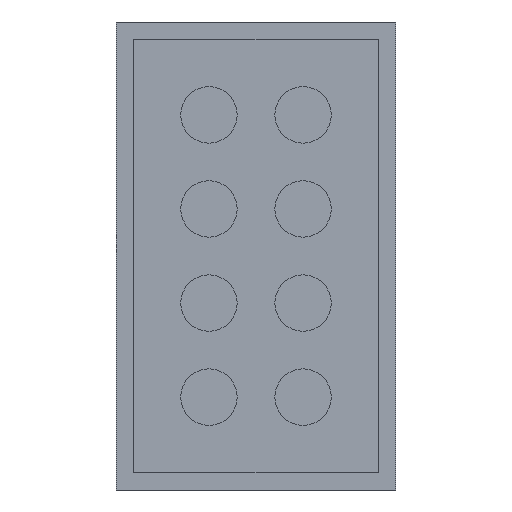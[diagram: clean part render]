
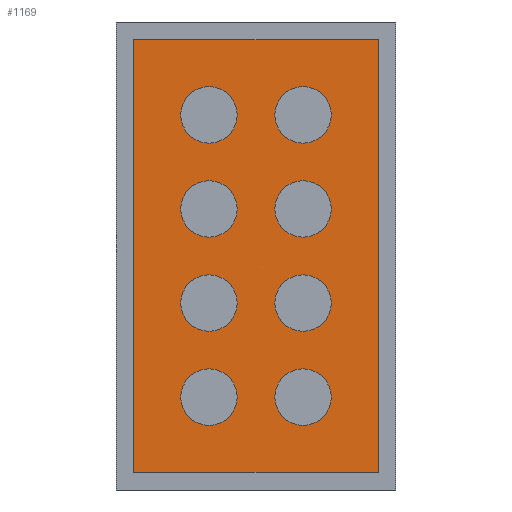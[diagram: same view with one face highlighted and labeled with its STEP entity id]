
A CAD part, front view. The second image highlights one B-rep face of the part: STEP entity #1169.
In plain terms, the highlighted planar face has unit normal (0, -1, 0).
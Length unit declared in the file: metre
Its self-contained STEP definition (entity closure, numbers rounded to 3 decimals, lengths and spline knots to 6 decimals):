
#52 = CARTESIAN_POINT('NONE', (0.26416, 0.04318, 0.46736));
#53 = VERTEX_POINT('NONE', #52);
#54 = CARTESIAN_POINT('NONE', (-0.26416, 0.04318, 0.46736));
#55 = VERTEX_POINT('NONE', #54);
#60 = CARTESIAN_POINT('NONE', (-0.26416, 0.04318, -0.46736));
#61 = VERTEX_POINT('NONE', #60);
#64 = CARTESIAN_POINT('NONE', (0.26416, 0.04318, -0.46736));
#65 = VERTEX_POINT('NONE', #64);
#288 = DIRECTION('NONE', (-1, 0, 0));
#289 = VECTOR('NONE', #288, 1);
#290 = CARTESIAN_POINT('NONE', (0.26416, 0.04318, 0.46736));
#291 = LINE('NONE', #290, #289);
#304 = DIRECTION('NONE', (0, 0, -1));
#305 = VECTOR('NONE', #304, 1);
#306 = CARTESIAN_POINT('NONE', (-0.26416, 0.04318, 0.46736));
#307 = LINE('NONE', #306, #305);
#316 = DIRECTION('NONE', (1, 0, 0));
#317 = VECTOR('NONE', #316, 1);
#318 = CARTESIAN_POINT('NONE', (-0.26416, 0.04318, -0.46736));
#319 = LINE('NONE', #318, #317);
#328 = DIRECTION('NONE', (0, 0, 1));
#329 = VECTOR('NONE', #328, 1);
#330 = CARTESIAN_POINT('NONE', (0.26416, 0.04318, -0.46736));
#331 = LINE('NONE', #330, #329);
#582 = EDGE_CURVE('NONE', #53, #55, #291, .T.);
#586 = EDGE_CURVE('NONE', #55, #61, #307, .T.);
#589 = EDGE_CURVE('NONE', #61, #65, #319, .T.);
#592 = EDGE_CURVE('NONE', #65, #53, #331, .T.);
#783 = CARTESIAN_POINT('NONE', (0, 0.04318, -0));
#784 = DIRECTION('NONE', (0, -1, -0));
#785 = AXIS2_PLACEMENT_3D('NONE', #783, #784, $);
#786 = PLANE('NONE', #785);
#1163 = ORIENTED_EDGE('NONE', *, *, #582, .T.);
#1164 = ORIENTED_EDGE('NONE', *, *, #586, .T.);
#1165 = ORIENTED_EDGE('NONE', *, *, #589, .T.);
#1166 = ORIENTED_EDGE('NONE', *, *, #592, .T.);
#1167 = EDGE_LOOP('NONE', (#1163, #1164, #1165, #1166));
#1168 = FACE_BOUND('NONE', #1167, .T.);
#1169 = ADVANCED_FACE('NONE', (#1168), #786, .T.);
